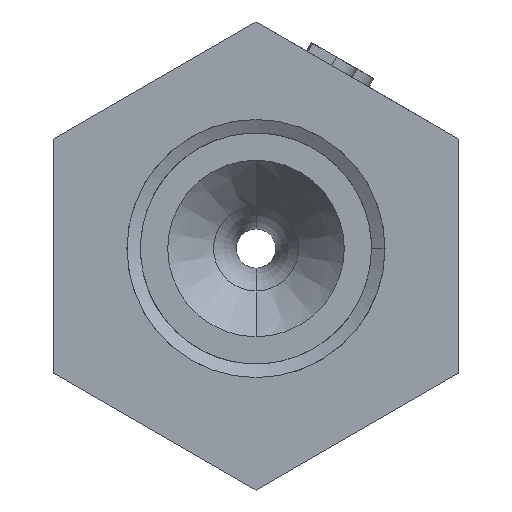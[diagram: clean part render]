
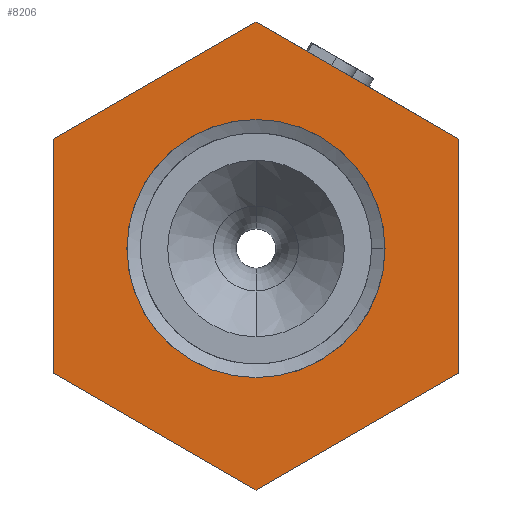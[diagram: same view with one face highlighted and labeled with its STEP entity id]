
A CAD part, front view. The second image highlights one B-rep face of the part: STEP entity #8206.
In plain terms, the highlighted planar face has unit normal (0, -1, 0).
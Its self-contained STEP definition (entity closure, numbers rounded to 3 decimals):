
#33 = ORIENTED_EDGE ( 'NONE', *, *, #7760, .F. ) ;
#79 = ORIENTED_EDGE ( 'NONE', *, *, #783, .T. ) ;
#110 = DIRECTION ( 'NONE',  ( 0., -1., 0. ) ) ;
#444 = CARTESIAN_POINT ( 'NONE',  ( -10.33, 0., -5.191 ) ) ;
#463 = CARTESIAN_POINT ( 'NONE',  ( 10.33, 0., 5.583 ) ) ;
#567 = CARTESIAN_POINT ( 'NONE',  ( 1., 0., -11.732 ) ) ;
#618 = CARTESIAN_POINT ( 'NONE',  ( 0., 0., 11.547 ) ) ;
#652 = VERTEX_POINT ( 'NONE', #2498 ) ;
#739 = LINE ( 'NONE', #567, #5176 ) ;
#783 = EDGE_CURVE ( 'NONE', #652, #7519, #5771, .T. ) ;
#805 = FACE_BOUND ( 'NONE', #4411, .T. ) ;
#868 = LINE ( 'NONE', #6207, #6810 ) ;
#930 = DIRECTION ( 'NONE',  ( -0.866, 0., 0.5 ) ) ;
#1063 = CARTESIAN_POINT ( 'NONE',  ( 10.33, 0., -6.345 ) ) ;
#1420 = DIRECTION ( 'NONE',  ( 0., -1., 0. ) ) ;
#1515 = AXIS2_PLACEMENT_3D ( 'NONE', #7321, #1420, #6320 ) ;
#1576 = DIRECTION ( 'NONE',  ( 0., 0., 1. ) ) ;
#1687 = ORIENTED_EDGE ( 'NONE', *, *, #6794, .T. ) ;
#1836 = VECTOR ( 'NONE', #5855, 1000. ) ;
#1872 = LINE ( 'NONE', #444, #6944 ) ;
#1908 = CARTESIAN_POINT ( 'NONE',  ( 0., 0., 6.579 ) ) ;
#1984 = ORIENTED_EDGE ( 'NONE', *, *, #5973, .T. ) ;
#2433 = VERTEX_POINT ( 'NONE', #2622 ) ;
#2437 = DIRECTION ( 'NONE',  ( 0., 0., -1. ) ) ;
#2498 = CARTESIAN_POINT ( 'NONE',  ( -10.33, 0., -6.345 ) ) ;
#2609 = EDGE_CURVE ( 'NONE', #3966, #2433, #4265, .T. ) ;
#2622 = CARTESIAN_POINT ( 'NONE',  ( 0., 0., -6.579 ) ) ;
#2794 = FACE_OUTER_BOUND ( 'NONE', #7293, .T. ) ;
#2829 = CIRCLE ( 'NONE', #4482, 6.579 ) ;
#3116 = VECTOR ( 'NONE', #930, 1000. ) ;
#3170 = VERTEX_POINT ( 'NONE', #618 ) ;
#3305 = ORIENTED_EDGE ( 'NONE', *, *, #8274, .F. ) ;
#3556 = LINE ( 'NONE', #4932, #4474 ) ;
#3589 = VERTEX_POINT ( 'NONE', #463 ) ;
#3613 = LINE ( 'NONE', #5587, #3116 ) ;
#3897 = ORIENTED_EDGE ( 'NONE', *, *, #8294, .T. ) ;
#3966 = VERTEX_POINT ( 'NONE', #1908 ) ;
#3977 = DIRECTION ( 'NONE',  ( 0.866, 0., 0.5 ) ) ;
#4044 = PLANE ( 'NONE',  #8065 ) ;
#4174 = CARTESIAN_POINT ( 'NONE',  ( 0., 0., 0. ) ) ;
#4265 = CIRCLE ( 'NONE', #1515, 6.579 ) ;
#4289 = DIRECTION ( 'NONE',  ( 0., 0., -1. ) ) ;
#4411 = EDGE_LOOP ( 'NONE', ( #33, #3305, #7604 ) ) ;
#4474 = VECTOR ( 'NONE', #1576, 1000. ) ;
#4482 = AXIS2_PLACEMENT_3D ( 'NONE', #4174, #6838, #7406 ) ;
#4721 = VERTEX_POINT ( 'NONE', #5214 ) ;
#4845 = CARTESIAN_POINT ( 'NONE',  ( -10.33, 0., 5.583 ) ) ;
#4932 = CARTESIAN_POINT ( 'NONE',  ( 10.33, 0., -6.345 ) ) ;
#5032 = AXIS2_PLACEMENT_3D ( 'NONE', #8254, #6433, #4289 ) ;
#5176 = VECTOR ( 'NONE', #3977, 1000. ) ;
#5214 = CARTESIAN_POINT ( 'NONE',  ( 6.579, 0., 0. ) ) ;
#5587 = CARTESIAN_POINT ( 'NONE',  ( 10.33, 0., 5.583 ) ) ;
#5712 = CIRCLE ( 'NONE', #5032, 6.579 ) ;
#5771 = LINE ( 'NONE', #8408, #1836 ) ;
#5855 = DIRECTION ( 'NONE',  ( 0.866, 0., -0.5 ) ) ;
#5870 = VERTEX_POINT ( 'NONE', #4845 ) ;
#5973 = EDGE_CURVE ( 'NONE', #8470, #3589, #3556, .T. ) ;
#6019 = CARTESIAN_POINT ( 'NONE',  ( 0., 0., 0. ) ) ;
#6178 = EDGE_CURVE ( 'NONE', #5870, #652, #1872, .T. ) ;
#6207 = CARTESIAN_POINT ( 'NONE',  ( 0., 0., 11.547 ) ) ;
#6320 = DIRECTION ( 'NONE',  ( 0., 0., -1. ) ) ;
#6433 = DIRECTION ( 'NONE',  ( 0., -1., 0. ) ) ;
#6658 = CARTESIAN_POINT ( 'NONE',  ( 0., 0., -12.309 ) ) ;
#6710 = DIRECTION ( 'NONE',  ( 0., 0., -1. ) ) ;
#6794 = EDGE_CURVE ( 'NONE', #3170, #5870, #868, .T. ) ;
#6810 = VECTOR ( 'NONE', #6820, 1000. ) ;
#6820 = DIRECTION ( 'NONE',  ( -0.866, 0., -0.5 ) ) ;
#6838 = DIRECTION ( 'NONE',  ( 0., -1., 0. ) ) ;
#6846 = ORIENTED_EDGE ( 'NONE', *, *, #6178, .T. ) ;
#6944 = VECTOR ( 'NONE', #2437, 1000. ) ;
#7293 = EDGE_LOOP ( 'NONE', ( #79, #7668, #1984, #3897, #1687, #6846 ) ) ;
#7321 = CARTESIAN_POINT ( 'NONE',  ( 0., 0., 0. ) ) ;
#7406 = DIRECTION ( 'NONE',  ( 0., 0., -1. ) ) ;
#7519 = VERTEX_POINT ( 'NONE', #6658 ) ;
#7604 = ORIENTED_EDGE ( 'NONE', *, *, #2609, .F. ) ;
#7668 = ORIENTED_EDGE ( 'NONE', *, *, #7846, .T. ) ;
#7760 = EDGE_CURVE ( 'NONE', #4721, #3966, #5712, .T. ) ;
#7846 = EDGE_CURVE ( 'NONE', #7519, #8470, #739, .T. ) ;
#8065 = AXIS2_PLACEMENT_3D ( 'NONE', #6019, #110, #6710 ) ;
#8206 = ADVANCED_FACE ( 'NONE', ( #805, #2794 ), #4044, .T. ) ;
#8254 = CARTESIAN_POINT ( 'NONE',  ( 0., 0., 0. ) ) ;
#8274 = EDGE_CURVE ( 'NONE', #2433, #4721, #2829, .T. ) ;
#8294 = EDGE_CURVE ( 'NONE', #3589, #3170, #3613, .T. ) ;
#8408 = CARTESIAN_POINT ( 'NONE',  ( -9.33, 0., -6.923 ) ) ;
#8470 = VERTEX_POINT ( 'NONE', #1063 ) ;
